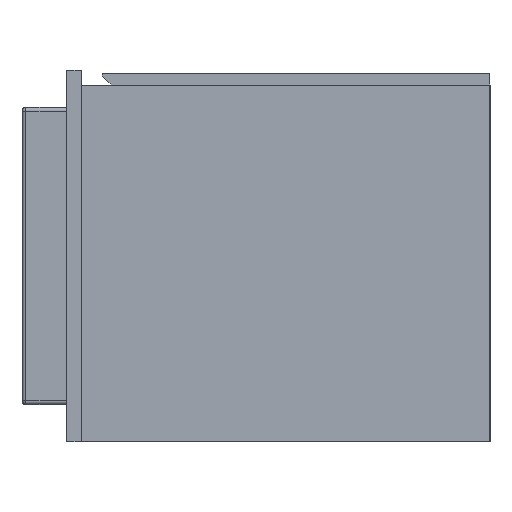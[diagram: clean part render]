
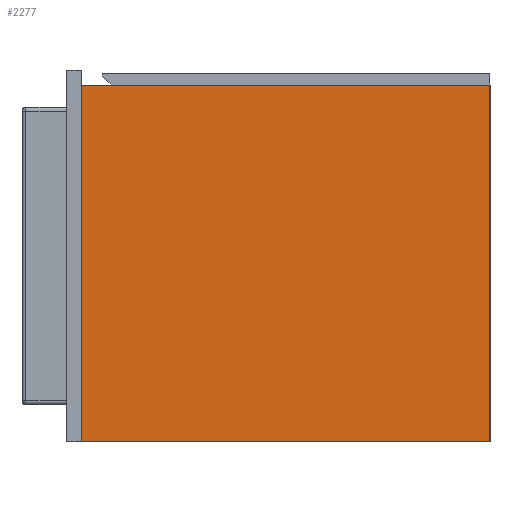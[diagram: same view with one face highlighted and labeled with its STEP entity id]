
A CAD part, left-side view. The second image highlights one B-rep face of the part: STEP entity #2277.
In plain terms, the highlighted planar face has unit normal (-1, 0, 0).
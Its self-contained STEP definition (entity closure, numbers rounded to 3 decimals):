
#49 = VERTEX_POINT ( 'NONE', #2935 ) ;
#78 = LINE ( 'NONE', #4001, #3095 ) ;
#114 = AXIS2_PLACEMENT_3D ( 'NONE', #926, #2774, #2282 ) ;
#320 = CARTESIAN_POINT ( 'NONE',  ( -594., 275., 480. ) ) ;
#479 = VERTEX_POINT ( 'NONE', #1449 ) ;
#582 = ORIENTED_EDGE ( 'NONE', *, *, #1650, .T. ) ;
#874 = VERTEX_POINT ( 'NONE', #320 ) ;
#926 = CARTESIAN_POINT ( 'NONE',  ( -594., 275., 480. ) ) ;
#1144 = ORIENTED_EDGE ( 'NONE', *, *, #5815, .F. ) ;
#1151 = VERTEX_POINT ( 'NONE', #2313 ) ;
#1394 = DIRECTION ( 'NONE',  ( 0., 0., -1. ) ) ;
#1449 = CARTESIAN_POINT ( 'NONE',  ( -594., -275., 0. ) ) ;
#1650 = EDGE_CURVE ( 'NONE', #874, #1151, #2814, .T. ) ;
#2062 = VECTOR ( 'NONE', #5349, 1000. ) ;
#2125 = DIRECTION ( 'NONE',  ( 0., 1., 0. ) ) ;
#2277 = ADVANCED_FACE ( 'NONE', ( #4624 ), #2811, .T. ) ;
#2282 = DIRECTION ( 'NONE',  ( 0., 0., 1. ) ) ;
#2313 = CARTESIAN_POINT ( 'NONE',  ( -594., 275., 0. ) ) ;
#2365 = LINE ( 'NONE', #5758, #2062 ) ;
#2568 = EDGE_CURVE ( 'NONE', #49, #874, #2365, .T. ) ;
#2619 = VECTOR ( 'NONE', #1394, 1000. ) ;
#2774 = DIRECTION ( 'NONE',  ( -1., 0., 0. ) ) ;
#2811 = PLANE ( 'NONE',  #114 ) ;
#2814 = LINE ( 'NONE', #4844, #2957 ) ;
#2935 = CARTESIAN_POINT ( 'NONE',  ( -594., -275., 480. ) ) ;
#2957 = VECTOR ( 'NONE', #3931, 1000. ) ;
#3058 = LINE ( 'NONE', #3658, #2619 ) ;
#3095 = VECTOR ( 'NONE', #2125, 1000. ) ;
#3407 = ORIENTED_EDGE ( 'NONE', *, *, #2568, .T. ) ;
#3429 = EDGE_LOOP ( 'NONE', ( #3779, #1144, #3407, #582 ) ) ;
#3658 = CARTESIAN_POINT ( 'NONE',  ( -594., -275., 480. ) ) ;
#3779 = ORIENTED_EDGE ( 'NONE', *, *, #3900, .F. ) ;
#3900 = EDGE_CURVE ( 'NONE', #479, #1151, #78, .T. ) ;
#3931 = DIRECTION ( 'NONE',  ( 0., 0., -1. ) ) ;
#4001 = CARTESIAN_POINT ( 'NONE',  ( -594., 275., 0. ) ) ;
#4624 = FACE_OUTER_BOUND ( 'NONE', #3429, .T. ) ;
#4844 = CARTESIAN_POINT ( 'NONE',  ( -594., 275., 480. ) ) ;
#5349 = DIRECTION ( 'NONE',  ( 0., 1., 0. ) ) ;
#5758 = CARTESIAN_POINT ( 'NONE',  ( -594., 275., 480. ) ) ;
#5815 = EDGE_CURVE ( 'NONE', #49, #479, #3058, .T. ) ;
